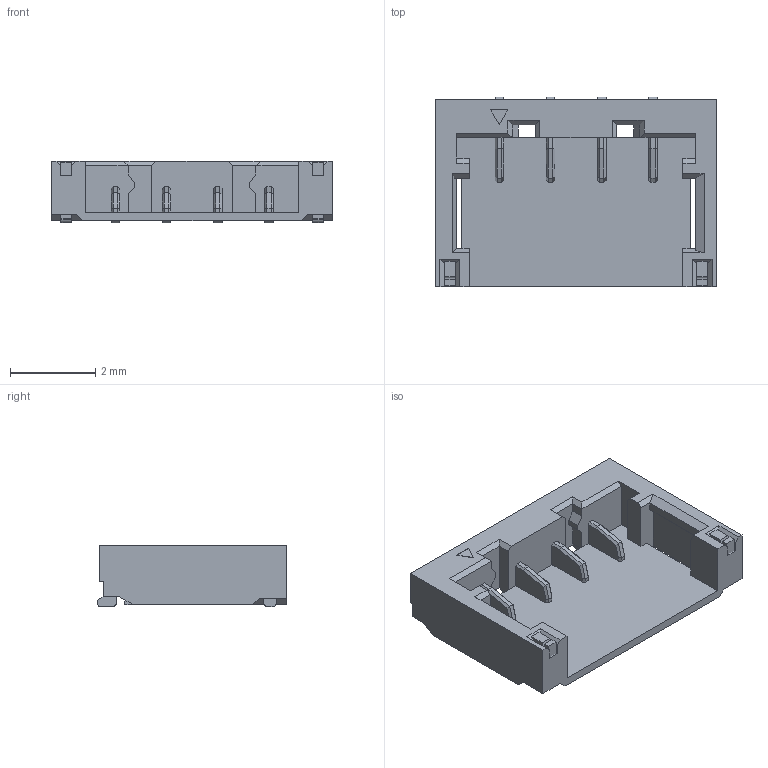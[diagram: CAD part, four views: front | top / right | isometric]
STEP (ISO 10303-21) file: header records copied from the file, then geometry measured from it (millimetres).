
FILE_DESCRIPTION(/* description */ (''),/* implementation_level */ '2;1');
FILE_NAME(/* name */ 'CRR-104-M120.stp',/* time_stamp */ '2015-04-14T08:59:57+02:00',/* author */ ('CAD'),/* organization */ (''),/* preprocessor_version */ 'ST-DEVELOPER v15.5',/* originating_system */ 'AutoCAD Mechanical',/* authorisation */ '');
FILE_SCHEMA (('AUTOMOTIVE_DESIGN { 1 0 10303 214 3 1 1 }'));
Length unit declared in the file: millimetre
Products named in the file (1): Product
Bounding box: 6.6 x 4.45 x 1.45 mm (x, y, z)
Volume: 16.6 mm3; surface area: 114.7 mm2
Topology: 13 solids, 13 shells, 242 faces, 622 edges, 401 vertices
Faces by surface type: plane 220, cylinder 22
Entity records: 7234 total; most frequent: CARTESIAN_POINT 1266, ORIENTED_EDGE 1244, DIRECTION 1152, EDGE_CURVE 622, LINE 578, VECTOR 578, VERTEX_POINT 401, AXIS2_PLACEMENT_3D 287
